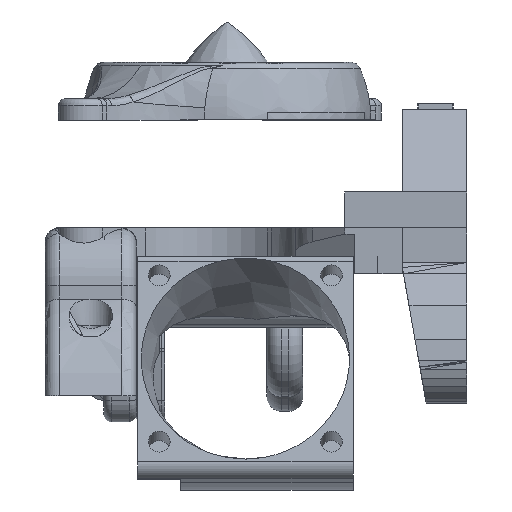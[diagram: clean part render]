
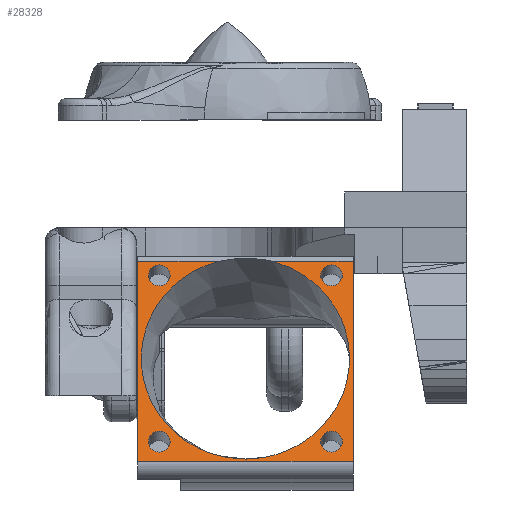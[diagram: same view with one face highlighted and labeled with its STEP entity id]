
A CAD part, left-side view. The second image highlights one B-rep face of the part: STEP entity #28328.
In plain terms, the highlighted planar face has unit normal (-0.966, 0, 0.259).
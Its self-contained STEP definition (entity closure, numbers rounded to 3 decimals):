
#1130=B_SPLINE_CURVE_WITH_KNOTS('',3,(#58153,#58154,#58155,#58156,#58157,
#58158,#58159,#58160,#58161,#58162,#58163,#58164),.UNSPECIFIED.,.F.,.F.,
(4,1,1,1,2,1,1,1,4),(-1.,-0.938,-0.875,-0.813,-0.75,-0.688,-0.625,-0.563,
-0.542),.UNSPECIFIED.);
#1135=B_SPLINE_CURVE_WITH_KNOTS('',3,(#58195,#58196,#58197,#58198,#58199,
#58200,#58201,#58202,#58203,#58204,#58205,#58206),.UNSPECIFIED.,.F.,.F.,
(4,1,1,1,2,1,1,1,4),(-0.458,-0.438,-0.375,-0.313,-0.25,-0.188,
-0.125,-0.063,0.),.UNSPECIFIED.);
#1571=CIRCLE('',#30145,1.5);
#1572=CIRCLE('',#30146,1.5);
#1573=CIRCLE('',#30147,1.5);
#1574=CIRCLE('',#30148,1.5);
#2101=FACE_BOUND('',#5290,.T.);
#2102=FACE_BOUND('',#5291,.T.);
#2103=FACE_BOUND('',#5292,.T.);
#2104=FACE_BOUND('',#5293,.T.);
#3562=FACE_OUTER_BOUND('',#5289,.T.);
#5289=EDGE_LOOP('',(#24468,#24469,#24470,#24471,#24472,#24473,#24474));
#5290=EDGE_LOOP('',(#24475));
#5291=EDGE_LOOP('',(#24476));
#5292=EDGE_LOOP('',(#24477));
#5293=EDGE_LOOP('',(#24478));
#7867=LINE('',#58033,#10514);
#7872=LINE('',#58051,#10519);
#7873=LINE('',#58063,#10520);
#7874=LINE('',#58209,#10521);
#7875=LINE('',#58210,#10522);
#10514=VECTOR('',#35921,10.);
#10519=VECTOR('',#35936,10.);
#10520=VECTOR('',#35937,10.);
#10521=VECTOR('',#35940,10.);
#10522=VECTOR('',#35941,10.);
#12957=VERTEX_POINT('',#58030);
#12958=VERTEX_POINT('',#58032);
#12965=VERTEX_POINT('',#58048);
#12966=VERTEX_POINT('',#58050);
#12967=VERTEX_POINT('',#58052);
#12968=VERTEX_POINT('',#58152);
#12971=VERTEX_POINT('',#58208);
#12972=VERTEX_POINT('',#58211);
#12973=VERTEX_POINT('',#58213);
#12974=VERTEX_POINT('',#58215);
#12975=VERTEX_POINT('',#58217);
#16853=EDGE_CURVE('',#12957,#12958,#7867,.T.);
#16862=EDGE_CURVE('',#12965,#12966,#7872,.T.);
#16864=EDGE_CURVE('',#12967,#12957,#7873,.T.);
#16865=EDGE_CURVE('',#12968,#12966,#1130,.T.);
#16870=EDGE_CURVE('',#12967,#12968,#1135,.T.);
#16871=EDGE_CURVE('',#12971,#12965,#7874,.T.);
#16872=EDGE_CURVE('',#12958,#12971,#7875,.T.);
#16873=EDGE_CURVE('',#12972,#12972,#1571,.T.);
#16874=EDGE_CURVE('',#12973,#12973,#1572,.T.);
#16875=EDGE_CURVE('',#12974,#12974,#1573,.T.);
#16876=EDGE_CURVE('',#12975,#12975,#1574,.T.);
#24468=ORIENTED_EDGE('',*,*,#16864,.F.);
#24469=ORIENTED_EDGE('',*,*,#16870,.T.);
#24470=ORIENTED_EDGE('',*,*,#16865,.T.);
#24471=ORIENTED_EDGE('',*,*,#16862,.F.);
#24472=ORIENTED_EDGE('',*,*,#16871,.F.);
#24473=ORIENTED_EDGE('',*,*,#16872,.F.);
#24474=ORIENTED_EDGE('',*,*,#16853,.F.);
#24475=ORIENTED_EDGE('',*,*,#16873,.T.);
#24476=ORIENTED_EDGE('',*,*,#16874,.T.);
#24477=ORIENTED_EDGE('',*,*,#16875,.T.);
#24478=ORIENTED_EDGE('',*,*,#16876,.T.);
#26790=PLANE('',#30144);
#28328=ADVANCED_FACE('',(#3562,#2101,#2102,#2103,#2104),#26790,.T.);
#30144=AXIS2_PLACEMENT_3D('',#58207,#35938,#35939);
#30145=AXIS2_PLACEMENT_3D('',#58212,#35942,#35943);
#30146=AXIS2_PLACEMENT_3D('',#58214,#35944,#35945);
#30147=AXIS2_PLACEMENT_3D('',#58216,#35946,#35947);
#30148=AXIS2_PLACEMENT_3D('',#58218,#35948,#35949);
#35921=DIRECTION('',(-0.259,0.,-0.966));
#35936=DIRECTION('',(0.,-1.,0.));
#35937=DIRECTION('',(0.,-1.,0.));
#35938=DIRECTION('center_axis',(-0.966,0.,0.259));
#35939=DIRECTION('ref_axis',(-0.259,0.,-0.966));
#35940=DIRECTION('',(0.259,0.,0.966));
#35941=DIRECTION('',(0.,1.,0.));
#35942=DIRECTION('center_axis',(0.966,0.,-0.259));
#35943=DIRECTION('ref_axis',(0.259,0.,0.966));
#35944=DIRECTION('center_axis',(0.966,0.,-0.259));
#35945=DIRECTION('ref_axis',(0.259,0.,0.966));
#35946=DIRECTION('center_axis',(0.966,0.,-0.259));
#35947=DIRECTION('ref_axis',(0.259,0.,0.966));
#35948=DIRECTION('center_axis',(0.966,0.,-0.259));
#35949=DIRECTION('ref_axis',(0.259,0.,0.966));
#58030=CARTESIAN_POINT('',(-10.365,248.1,-150.762));
#58032=CARTESIAN_POINT('',(-17.822,248.1,-178.595));
#58033=CARTESIAN_POINT('',(-18.34,248.1,-180.527));
#58048=CARTESIAN_POINT('',(-10.365,278.1,-150.762));
#58050=CARTESIAN_POINT('',(-10.365,266.875,-150.762));
#58051=CARTESIAN_POINT('',(-10.365,278.1,-150.762));
#58052=CARTESIAN_POINT('',(-10.365,259.325,-150.762));
#58063=CARTESIAN_POINT('',(-10.365,278.1,-150.762));
#58152=CARTESIAN_POINT('',(-17.741,263.1,-178.291));
#58153=CARTESIAN_POINT('Ctrl Pts',(-17.741,263.1,-178.291));
#58154=CARTESIAN_POINT('Ctrl Pts',(-17.741,264.998,-178.291));
#58155=CARTESIAN_POINT('Ctrl Pts',(-17.545,268.793,-177.562));
#58156=CARTESIAN_POINT('Ctrl Pts',(-16.711,273.621,-174.448));
#58157=CARTESIAN_POINT('Ctrl Pts',(-15.462,276.845,-169.784));
#58158=CARTESIAN_POINT('Ctrl Pts',(-14.479,277.6,-166.118));
#58159=CARTESIAN_POINT('Ctrl Pts',(-13.497,277.6,-162.452));
#58160=CARTESIAN_POINT('Ctrl Pts',(-12.515,276.845,-158.786));
#58161=CARTESIAN_POINT('Ctrl Pts',(-11.265,273.621,-154.122));
#58162=CARTESIAN_POINT('Ctrl Pts',(-10.617,269.873,-151.705));
#58163=CARTESIAN_POINT('Ctrl Pts',(-10.407,267.479,-150.92));
#58164=CARTESIAN_POINT('Ctrl Pts',(-10.365,266.875,-150.763));
#58195=CARTESIAN_POINT('Ctrl Pts',(-10.365,259.325,-150.763));
#58196=CARTESIAN_POINT('Ctrl Pts',(-10.407,258.722,-150.92));
#58197=CARTESIAN_POINT('Ctrl Pts',(-10.617,256.328,-151.705));
#58198=CARTESIAN_POINT('Ctrl Pts',(-11.265,252.579,-154.122));
#58199=CARTESIAN_POINT('Ctrl Pts',(-12.515,249.355,-158.786));
#58200=CARTESIAN_POINT('Ctrl Pts',(-13.497,248.6,-162.452));
#58201=CARTESIAN_POINT('Ctrl Pts',(-14.479,248.6,-166.118));
#58202=CARTESIAN_POINT('Ctrl Pts',(-15.462,249.355,-169.784));
#58203=CARTESIAN_POINT('Ctrl Pts',(-16.711,252.579,-174.448));
#58204=CARTESIAN_POINT('Ctrl Pts',(-17.545,257.407,-177.562));
#58205=CARTESIAN_POINT('Ctrl Pts',(-17.741,261.202,-178.291));
#58206=CARTESIAN_POINT('Ctrl Pts',(-17.741,263.1,-178.291));
#58207=CARTESIAN_POINT('Origin',(-10.106,278.1,-149.796));
#58208=CARTESIAN_POINT('',(-17.822,278.1,-178.595));
#58209=CARTESIAN_POINT('',(-18.34,278.1,-180.527));
#58210=CARTESIAN_POINT('',(-17.822,278.1,-178.595));
#58211=CARTESIAN_POINT('',(-11.27,251.1,-154.143));
#58212=CARTESIAN_POINT('Origin',(-10.882,251.1,-152.694));
#58213=CARTESIAN_POINT('',(-11.27,275.1,-154.143));
#58214=CARTESIAN_POINT('Origin',(-10.882,275.1,-152.694));
#58215=CARTESIAN_POINT('',(-17.482,251.1,-177.325));
#58216=CARTESIAN_POINT('Origin',(-17.094,251.1,-175.876));
#58217=CARTESIAN_POINT('',(-17.482,275.1,-177.325));
#58218=CARTESIAN_POINT('Origin',(-17.094,275.1,-175.876));
